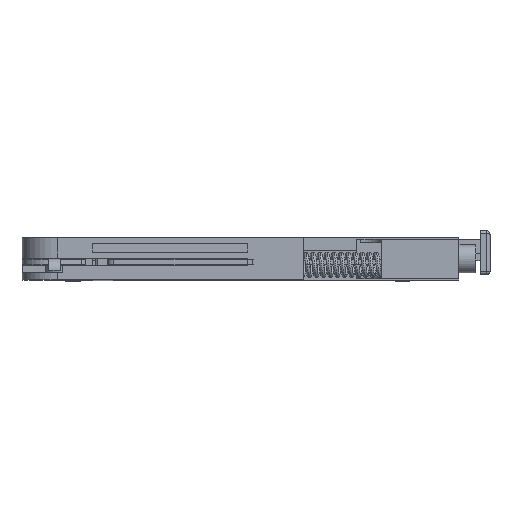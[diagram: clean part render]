
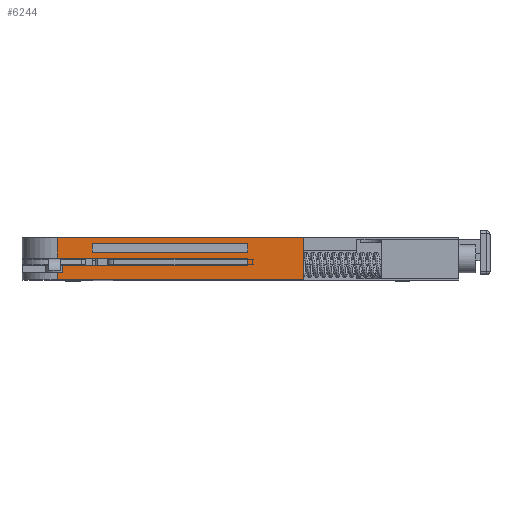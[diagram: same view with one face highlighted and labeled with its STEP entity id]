
A CAD part, top view. The second image highlights one B-rep face of the part: STEP entity #6244.
In plain terms, the highlighted planar face has unit normal (0, 0, 1).
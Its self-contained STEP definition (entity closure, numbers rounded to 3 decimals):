
#16=DIRECTION('',(1.,0.,0.));
#17=VECTOR('',#16,17.5);
#18=CARTESIAN_POINT('',(-2.5,0.,25.));
#19=LINE('',#18,#17);
#969=DIRECTION('',(-1.,0.,0.));
#970=VECTOR('',#969,17.5);
#971=CARTESIAN_POINT('',(15.,3.,25.));
#972=LINE('',#971,#970);
#996=DIRECTION('',(0.,-1.,0.));
#997=VECTOR('',#996,1.45);
#998=CARTESIAN_POINT('',(-2.5,3.,25.));
#999=LINE('',#998,#997);
#1008=DIRECTION('',(1.,0.,0.));
#1009=VECTOR('',#1008,13.1);
#1010=CARTESIAN_POINT('',(-2.1,1.02,25.));
#1011=LINE('',#1010,#1009);
#1012=DIRECTION('',(-1.,0.,0.));
#1013=VECTOR('',#1012,13.5);
#1014=CARTESIAN_POINT('',(11.,1.55,25.));
#1015=LINE('',#1014,#1013);
#1016=DIRECTION('',(0.,-1.,0.));
#1017=VECTOR('',#1016,3.);
#1018=CARTESIAN_POINT('',(15.,3.,25.));
#1019=LINE('',#1018,#1017);
#1020=DIRECTION('',(-1.,0.,0.));
#1021=VECTOR('',#1020,0.4);
#1022=CARTESIAN_POINT('',(-2.1,0.52,25.));
#1023=LINE('',#1022,#1021);
#1042=DIRECTION('',(0.,-1.,0.));
#1043=VECTOR('',#1042,0.52);
#1044=CARTESIAN_POINT('',(-2.5,0.52,25.));
#1045=LINE('',#1044,#1043);
#1152=DIRECTION('',(0.,-1.,0.));
#1153=VECTOR('',#1152,0.5);
#1154=CARTESIAN_POINT('',(-2.1,1.02,25.));
#1155=LINE('',#1154,#1153);
#1731=DIRECTION('',(0.,-1.,0.));
#1732=VECTOR('',#1731,0.53);
#1733=CARTESIAN_POINT('',(11.,1.55,25.));
#1734=LINE('',#1733,#1732);
#1781=DIRECTION('',(1.,0.,0.));
#1782=VECTOR('',#1781,11.);
#1783=CARTESIAN_POINT('',(0.,2.575,25.));
#1784=LINE('',#1783,#1782);
#1789=DIRECTION('',(0.,-1.,0.));
#1790=VECTOR('',#1789,0.6);
#1791=CARTESIAN_POINT('',(11.,2.575,25.));
#1792=LINE('',#1791,#1790);
#1797=DIRECTION('',(-1.,0.,0.));
#1798=VECTOR('',#1797,11.);
#1799=CARTESIAN_POINT('',(11.,1.975,25.));
#1800=LINE('',#1799,#1798);
#1805=DIRECTION('',(0.,1.,0.));
#1806=VECTOR('',#1805,0.6);
#1807=CARTESIAN_POINT('',(0.,1.975,25.));
#1808=LINE('',#1807,#1806);
#3748=CARTESIAN_POINT('',(-2.5,0.,25.));
#3749=VERTEX_POINT('',#3748);
#3750=CARTESIAN_POINT('',(15.,0.,25.));
#3751=VERTEX_POINT('',#3750);
#4618=CARTESIAN_POINT('',(15.,3.,25.));
#4619=VERTEX_POINT('',#4618);
#4620=CARTESIAN_POINT('',(-2.5,3.,25.));
#4621=VERTEX_POINT('',#4620);
#4659=CARTESIAN_POINT('',(-2.1,1.02,25.));
#4661=VERTEX_POINT('',#4659);
#4710=CARTESIAN_POINT('',(11.,1.02,25.));
#4711=VERTEX_POINT('',#4710);
#4712=CARTESIAN_POINT('',(-2.1,0.52,25.));
#4713=VERTEX_POINT('',#4712);
#4716=CARTESIAN_POINT('',(-2.5,0.52,25.));
#4717=VERTEX_POINT('',#4716);
#4718=CARTESIAN_POINT('',(11.,1.55,25.));
#4719=VERTEX_POINT('',#4718);
#4720=CARTESIAN_POINT('',(-2.5,1.55,25.));
#4721=VERTEX_POINT('',#4720);
#4722=CARTESIAN_POINT('',(0.,2.575,25.));
#4723=CARTESIAN_POINT('',(11.,2.575,25.));
#4724=VERTEX_POINT('',#4722);
#4725=VERTEX_POINT('',#4723);
#4726=CARTESIAN_POINT('',(0.,1.975,25.));
#4727=VERTEX_POINT('',#4726);
#4728=CARTESIAN_POINT('',(11.,1.975,25.));
#4729=VERTEX_POINT('',#4728);
#6211=CARTESIAN_POINT('',(0.,0.,25.));
#6212=DIRECTION('',(0.,0.,1.));
#6213=DIRECTION('',(1.,0.,0.));
#6214=AXIS2_PLACEMENT_3D('',#6211,#6212,#6213);
#6215=PLANE('',#6214);
#6217=ORIENTED_EDGE('',*,*,#6216,.F.);
#6219=ORIENTED_EDGE('',*,*,#6218,.F.);
#6221=ORIENTED_EDGE('',*,*,#6220,.T.);
#6223=ORIENTED_EDGE('',*,*,#6222,.F.);
#6225=ORIENTED_EDGE('',*,*,#6224,.T.);
#6226=ORIENTED_EDGE('',*,*,#6201,.F.);
#6227=ORIENTED_EDGE('',*,*,#6145,.F.);
#6228=ORIENTED_EDGE('',*,*,#5999,.T.);
#6229=ORIENTED_EDGE('',*,*,#4979,.F.);
#6231=ORIENTED_EDGE('',*,*,#6230,.F.);
#6232=EDGE_LOOP('',(#6217,#6219,#6221,#6223,#6225,#6226,#6227,#6228,#6229,
#6231));
#6233=FACE_OUTER_BOUND('',#6232,.F.);
#6235=ORIENTED_EDGE('',*,*,#6234,.F.);
#6237=ORIENTED_EDGE('',*,*,#6236,.F.);
#6239=ORIENTED_EDGE('',*,*,#6238,.F.);
#6241=ORIENTED_EDGE('',*,*,#6240,.F.);
#6242=EDGE_LOOP('',(#6235,#6237,#6239,#6241));
#6243=FACE_BOUND('',#6242,.F.);
#6244=ADVANCED_FACE('',(#6233,#6243),#6215,.T.);
#4979=EDGE_CURVE('',#3749,#3751,#19,.T.);
#5999=EDGE_CURVE('',#4619,#3751,#1019,.T.);
#6145=EDGE_CURVE('',#4619,#4621,#972,.T.);
#6201=EDGE_CURVE('',#4621,#4721,#999,.T.);
#6216=EDGE_CURVE('',#4713,#4717,#1023,.T.);
#6218=EDGE_CURVE('',#4661,#4713,#1155,.T.);
#6220=EDGE_CURVE('',#4661,#4711,#1011,.T.);
#6222=EDGE_CURVE('',#4719,#4711,#1734,.T.);
#6224=EDGE_CURVE('',#4719,#4721,#1015,.T.);
#6230=EDGE_CURVE('',#4717,#3749,#1045,.T.);
#6234=EDGE_CURVE('',#4724,#4725,#1784,.T.);
#6236=EDGE_CURVE('',#4727,#4724,#1808,.T.);
#6238=EDGE_CURVE('',#4729,#4727,#1800,.T.);
#6240=EDGE_CURVE('',#4725,#4729,#1792,.T.);
